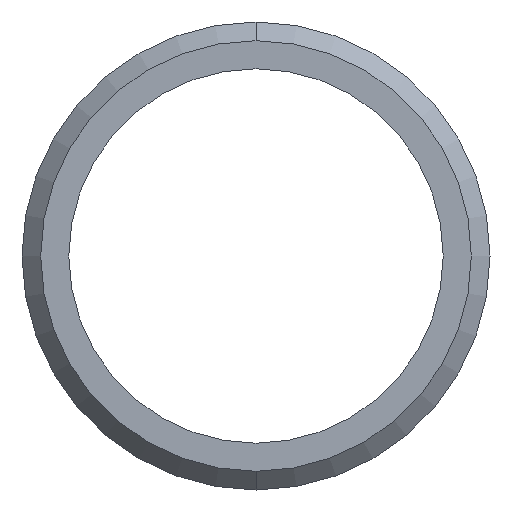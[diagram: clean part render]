
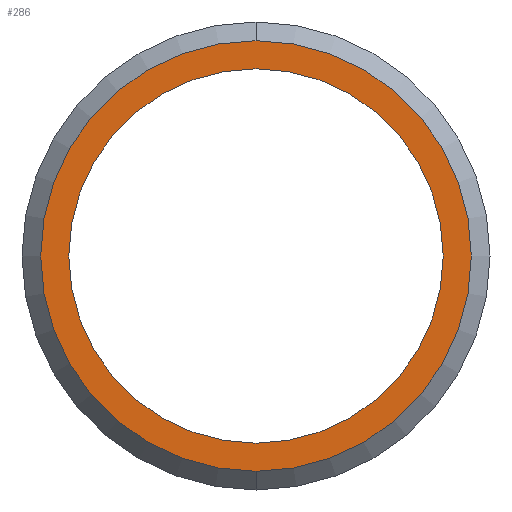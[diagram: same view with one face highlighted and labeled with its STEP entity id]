
A CAD part, front view. The second image highlights one B-rep face of the part: STEP entity #286.
In plain terms, the highlighted planar face has unit normal (0, -1, 0).
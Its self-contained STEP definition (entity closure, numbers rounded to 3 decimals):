
#1 = VERTEX_POINT ( 'NONE', #159 ) ;
#5 = EDGE_CURVE ( 'NONE', #6, #1, #85, .T. ) ;
#6 = VERTEX_POINT ( 'NONE', #80 ) ;
#19 = VERTEX_POINT ( 'NONE', #256 ) ;
#61 = VERTEX_POINT ( 'NONE', #417 ) ;
#80 = CARTESIAN_POINT ( 'NONE',  ( 0., 0., -4.6 ) ) ;
#81 = DIRECTION ( 'NONE',  ( 0., 0., -1. ) ) ;
#82 = DIRECTION ( 'NONE',  ( 0., -1., 0. ) ) ;
#83 = CARTESIAN_POINT ( 'NONE',  ( 0., 0., 0. ) ) ;
#84 = AXIS2_PLACEMENT_3D ( 'NONE', #83, #82, #81 ) ;
#85 = CIRCLE ( 'NONE', #84, 4.6 ) ;
#159 = CARTESIAN_POINT ( 'NONE',  ( 0., 0., 4.6 ) ) ;
#165 = ORIENTED_EDGE ( 'NONE', *, *, #275, .F. ) ;
#166 = EDGE_LOOP ( 'NONE', ( #167, #169 ) ) ;
#167 = ORIENTED_EDGE ( 'NONE', *, *, #168, .T. ) ;
#168 = EDGE_CURVE ( 'NONE', #1, #6, #529, .T. ) ;
#169 = ORIENTED_EDGE ( 'NONE', *, *, #5, .T. ) ;
#256 = CARTESIAN_POINT ( 'NONE',  ( 0., 0., -4. ) ) ;
#275 = EDGE_CURVE ( 'NONE', #61, #19, #559, .T. ) ;
#286 = ADVANCED_FACE ( 'NONE', ( #599, #598 ), #597, .T. ) ;
#287 = EDGE_LOOP ( 'NONE', ( #288, #165 ) ) ;
#288 = ORIENTED_EDGE ( 'NONE', *, *, #289, .F. ) ;
#289 = EDGE_CURVE ( 'NONE', #19, #61, #594, .T. ) ;
#417 = CARTESIAN_POINT ( 'NONE',  ( 0., 0., 4. ) ) ;
#525 = DIRECTION ( 'NONE',  ( 0., 0., -1. ) ) ;
#526 = DIRECTION ( 'NONE',  ( 0., -1., 0. ) ) ;
#527 = CARTESIAN_POINT ( 'NONE',  ( 0., 0., 0. ) ) ;
#528 = AXIS2_PLACEMENT_3D ( 'NONE', #527, #526, #525 ) ;
#529 = CIRCLE ( 'NONE', #528, 4.6 ) ;
#555 = DIRECTION ( 'NONE',  ( 0., 0., -1. ) ) ;
#556 = DIRECTION ( 'NONE',  ( 0., -1., 0. ) ) ;
#557 = CARTESIAN_POINT ( 'NONE',  ( 0., 0., 0. ) ) ;
#558 = AXIS2_PLACEMENT_3D ( 'NONE', #557, #556, #555 ) ;
#559 = CIRCLE ( 'NONE', #558, 4. ) ;
#588 = DIRECTION ( 'NONE',  ( 0., 0., -1. ) ) ;
#589 = DIRECTION ( 'NONE',  ( 0., -1., 0. ) ) ;
#590 = CARTESIAN_POINT ( 'NONE',  ( 0., 0., 0. ) ) ;
#591 = AXIS2_PLACEMENT_3D ( 'NONE', #590, #589, #588 ) ;
#592 = DIRECTION ( 'NONE',  ( 0., 0., -1. ) ) ;
#593 = DIRECTION ( 'NONE',  ( 0., -1., 0. ) ) ;
#594 = CIRCLE ( 'NONE', #591, 4. ) ;
#595 = CARTESIAN_POINT ( 'NONE',  ( 4.6, 0., 0. ) ) ;
#596 = AXIS2_PLACEMENT_3D ( 'NONE', #595, #593, #592 ) ;
#597 = PLANE ( 'NONE',  #596 ) ;
#598 = FACE_OUTER_BOUND ( 'NONE', #166, .T. ) ;
#599 = FACE_BOUND ( 'NONE', #287, .T. ) ;
